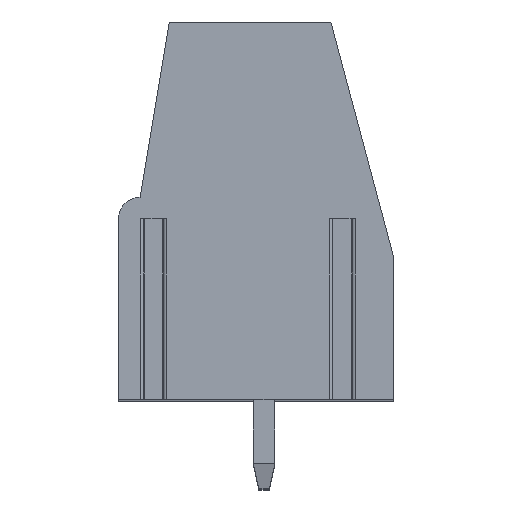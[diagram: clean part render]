
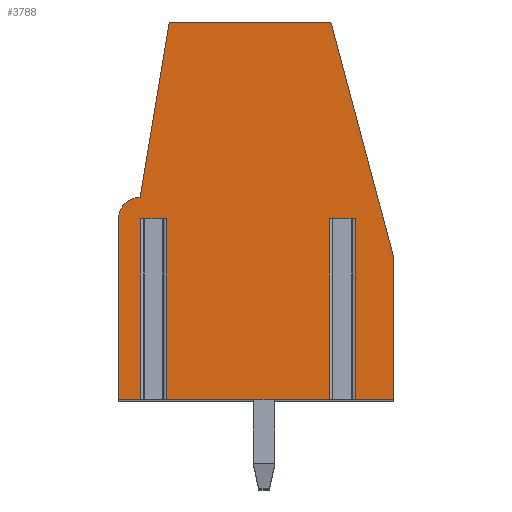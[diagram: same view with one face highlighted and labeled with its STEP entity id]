
A CAD part, top view. The second image highlights one B-rep face of the part: STEP entity #3788.
In plain terms, the highlighted planar face has unit normal (0, 0, 1).
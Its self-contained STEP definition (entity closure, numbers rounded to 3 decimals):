
#35=DIRECTION('',(1.,0.,0.));
#36=VECTOR('',#35,0.958);
#37=CARTESIAN_POINT('',(-3.979,1.095,33.75));
#38=LINE('',#37,#36);
#39=DIRECTION('',(0.,1.,0.));
#40=VECTOR('',#39,6.7);
#41=CARTESIAN_POINT('',(-3.979,-5.605,33.75));
#42=LINE('',#41,#40);
#43=DIRECTION('',(-1.,0.,0.));
#44=VECTOR('',#43,0.821);
#45=CARTESIAN_POINT('',(-3.979,-5.605,33.75));
#46=LINE('',#45,#44);
#47=DIRECTION('',(0.,1.,0.));
#48=VECTOR('',#47,6.7);
#49=CARTESIAN_POINT('',(-4.8,-5.605,33.75));
#50=LINE('',#49,#48);
#51=CARTESIAN_POINT('',(-4.,1.095,33.75));
#52=DIRECTION('',(0.,0.,-1.));
#53=DIRECTION('',(-1.,0.,0.));
#54=AXIS2_PLACEMENT_3D('',#51,#52,#53);
#56=DIRECTION('',(0.164,0.986,0.));
#57=VECTOR('',#56,6.589);
#58=CARTESIAN_POINT('',(-3.999,1.895,33.75));
#59=LINE('',#58,#57);
#60=DIRECTION('',(1.,0.,0.));
#61=VECTOR('',#60,6.);
#62=CARTESIAN_POINT('',(-2.92,8.395,33.75));
#63=LINE('',#62,#61);
#64=DIRECTION('',(0.258,-0.966,0.));
#65=VECTOR('',#64,9.004);
#66=CARTESIAN_POINT('',(3.08,8.395,33.75));
#67=LINE('',#66,#65);
#68=DIRECTION('',(0.,-1.,0.));
#69=VECTOR('',#68,5.3);
#70=CARTESIAN_POINT('',(5.4,-0.305,33.75));
#71=LINE('',#70,#69);
#72=DIRECTION('',(-1.,0.,0.));
#73=VECTOR('',#72,1.421);
#74=CARTESIAN_POINT('',(5.4,-5.605,33.75));
#75=LINE('',#74,#73);
#76=DIRECTION('',(0.,1.,0.));
#77=VECTOR('',#76,6.7);
#78=CARTESIAN_POINT('',(3.979,-5.605,33.75));
#79=LINE('',#78,#77);
#80=DIRECTION('',(1.,0.,0.));
#81=VECTOR('',#80,0.958);
#82=CARTESIAN_POINT('',(3.021,1.095,33.75));
#83=LINE('',#82,#81);
#84=DIRECTION('',(0.,1.,0.));
#85=VECTOR('',#84,6.7);
#86=CARTESIAN_POINT('',(3.021,-5.605,33.75));
#87=LINE('',#86,#85);
#88=DIRECTION('',(-1.,0.,0.));
#89=VECTOR('',#88,6.042);
#90=CARTESIAN_POINT('',(3.021,-5.605,33.75));
#91=LINE('',#90,#89);
#92=DIRECTION('',(0.,1.,0.));
#93=VECTOR('',#92,6.7);
#94=CARTESIAN_POINT('',(-3.021,-5.605,33.75));
#95=LINE('',#94,#93);
#2931=CARTESIAN_POINT('',(-3.999,1.895,33.75));
#2932=CARTESIAN_POINT('',(-2.92,8.395,33.75));
#2933=VERTEX_POINT('',#2931);
#2934=VERTEX_POINT('',#2932);
#2935=CARTESIAN_POINT('',(-4.8,1.095,33.75));
#2936=VERTEX_POINT('',#2935);
#2937=CARTESIAN_POINT('',(-4.8,-5.605,33.75));
#2938=VERTEX_POINT('',#2937);
#2939=CARTESIAN_POINT('',(5.4,-0.305,33.75));
#2940=CARTESIAN_POINT('',(5.4,-5.605,33.75));
#2941=VERTEX_POINT('',#2939);
#2942=VERTEX_POINT('',#2940);
#2943=CARTESIAN_POINT('',(3.08,8.395,33.75));
#2944=VERTEX_POINT('',#2943);
#3031=CARTESIAN_POINT('',(-3.979,1.095,33.75));
#3032=CARTESIAN_POINT('',(-3.021,1.095,33.75));
#3033=VERTEX_POINT('',#3031);
#3034=VERTEX_POINT('',#3032);
#3035=CARTESIAN_POINT('',(3.021,1.095,33.75));
#3036=CARTESIAN_POINT('',(3.979,1.095,33.75));
#3037=VERTEX_POINT('',#3035);
#3038=VERTEX_POINT('',#3036);
#3039=CARTESIAN_POINT('',(3.021,-5.605,33.75));
#3040=VERTEX_POINT('',#3039);
#3041=CARTESIAN_POINT('',(3.979,-5.605,33.75));
#3042=VERTEX_POINT('',#3041);
#3043=CARTESIAN_POINT('',(-3.979,-5.605,33.75));
#3044=VERTEX_POINT('',#3043);
#3045=CARTESIAN_POINT('',(-3.021,-5.605,33.75));
#3046=VERTEX_POINT('',#3045);
#3751=CARTESIAN_POINT('',(0.,0.,33.75));
#3752=DIRECTION('',(0.,0.,1.));
#3753=DIRECTION('',(1.,0.,0.));
#3754=AXIS2_PLACEMENT_3D('',#3751,#3752,#3753);
#3755=PLANE('',#3754);
#3757=ORIENTED_EDGE('',*,*,#3756,.F.);
#3759=ORIENTED_EDGE('',*,*,#3758,.F.);
#3761=ORIENTED_EDGE('',*,*,#3760,.T.);
#3763=ORIENTED_EDGE('',*,*,#3762,.T.);
#3765=ORIENTED_EDGE('',*,*,#3764,.T.);
#3767=ORIENTED_EDGE('',*,*,#3766,.T.);
#3769=ORIENTED_EDGE('',*,*,#3768,.T.);
#3771=ORIENTED_EDGE('',*,*,#3770,.T.);
#3773=ORIENTED_EDGE('',*,*,#3772,.T.);
#3775=ORIENTED_EDGE('',*,*,#3774,.T.);
#3777=ORIENTED_EDGE('',*,*,#3776,.T.);
#3779=ORIENTED_EDGE('',*,*,#3778,.F.);
#3781=ORIENTED_EDGE('',*,*,#3780,.F.);
#3783=ORIENTED_EDGE('',*,*,#3782,.T.);
#3785=ORIENTED_EDGE('',*,*,#3784,.T.);
#3786=EDGE_LOOP('',(#3757,#3759,#3761,#3763,#3765,#3767,#3769,#3771,#3773,#3775,
#3777,#3779,#3781,#3783,#3785));
#3787=FACE_OUTER_BOUND('',#3786,.F.);
#55=CIRCLE('',#54,0.8);
#3756=EDGE_CURVE('',#3033,#3034,#38,.T.);
#3758=EDGE_CURVE('',#3044,#3033,#42,.T.);
#3760=EDGE_CURVE('',#3044,#2938,#46,.T.);
#3762=EDGE_CURVE('',#2938,#2936,#50,.T.);
#3764=EDGE_CURVE('',#2936,#2933,#55,.T.);
#3766=EDGE_CURVE('',#2933,#2934,#59,.T.);
#3768=EDGE_CURVE('',#2934,#2944,#63,.T.);
#3770=EDGE_CURVE('',#2944,#2941,#67,.T.);
#3772=EDGE_CURVE('',#2941,#2942,#71,.T.);
#3774=EDGE_CURVE('',#2942,#3042,#75,.T.);
#3776=EDGE_CURVE('',#3042,#3038,#79,.T.);
#3778=EDGE_CURVE('',#3037,#3038,#83,.T.);
#3780=EDGE_CURVE('',#3040,#3037,#87,.T.);
#3782=EDGE_CURVE('',#3040,#3046,#91,.T.);
#3784=EDGE_CURVE('',#3046,#3034,#95,.T.);
#3788=ADVANCED_FACE('',(#3787),#3755,.T.);
